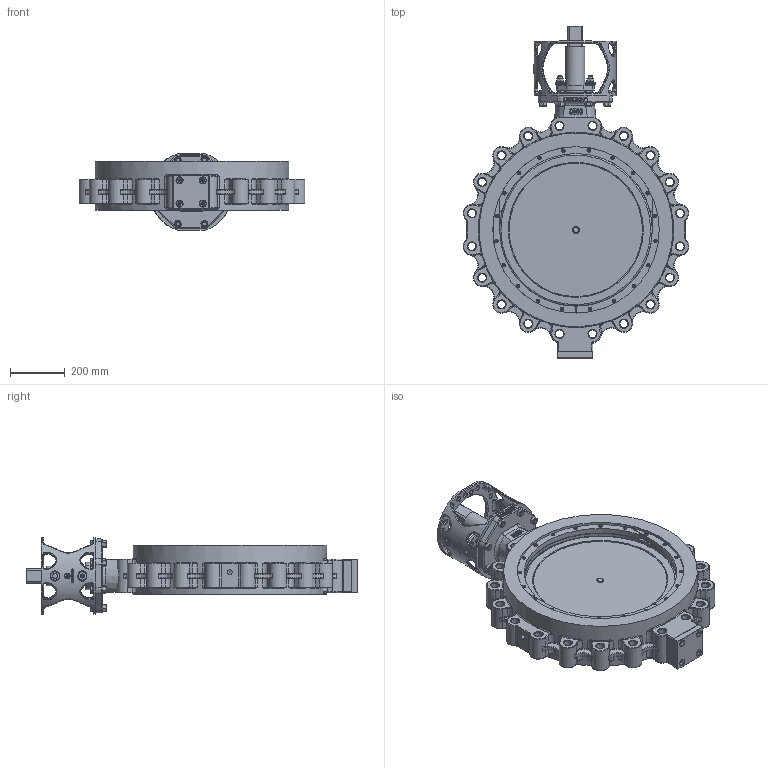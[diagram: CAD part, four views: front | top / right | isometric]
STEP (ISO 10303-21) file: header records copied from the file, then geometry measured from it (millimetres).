
FILE_DESCRIPTION(/* description */ (''),/* implementation_level */ '2;1');
FILE_NAME(/* name */ 'HP114-SEG-K3 DN600 PN16.stp',/* time_stamp */ '2018-11-27T09:58:21+01:00',/* author */ ('hellwig'),/* organization */ (''),/* preprocessor_version */ 'ST-DEVELOPER v16.5',/* originating_system */ 'Autodesk Inventor 2017',/* authorisation */ '');
FILE_SCHEMA (('CONFIG_CONTROL_DESIGN'));
Products named in the file (1): M55378
Bounding box: 824.43 x 1213 x 280 mm (x, y, z)
Volume: 42572.1 mm3; surface area: 3626271.7 mm2
Topology: 36 solids, 39 shells, 3317 faces, 8093 edges, 4783 vertices
Faces by surface type: plane 1025, cylinder 793, bspline 689, torus 500, cone 292, sphere 18
Full cylindrical faces by diameter (mm): 8 x4, 12 x40, 13 x2, 13.835 x6, 14.917 x8, 16 x24, 17 x2, 17.294 x2, 17.5 x6, 18 x8, 18.3 x12, 18.5 x24, 19 x3, 19.2 x3, 20 x3, 22 x8, 24 x4, 26 x4, 29.211 x20, 35.5 x12, 70 x2, 70.05 x6, 70.2 x3, 70.3 x1, 73 x1, 73.3 x6, 74.5 x1, 75.5 x1, 80 x1, 83.8 x1
Entity records: 127131 total; most frequent: CARTESIAN_POINT 53148, ORIENTED_EDGE 14386, DIRECTION 14211, EDGE_CURVE 7179, AXIS2_PLACEMENT_3D 5911, VERTEX_POINT 4592, EDGE_LOOP 4185, STYLED_ITEM 3318
